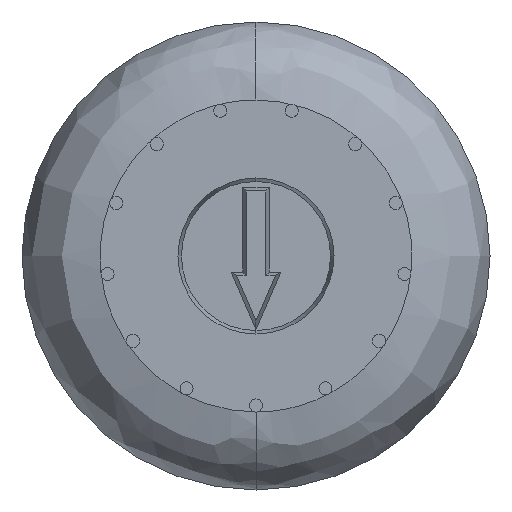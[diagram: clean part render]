
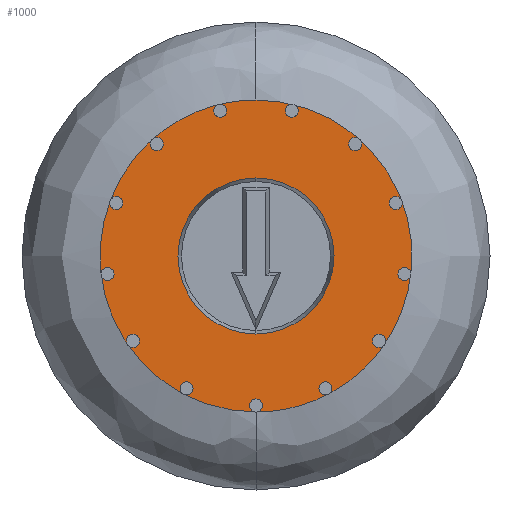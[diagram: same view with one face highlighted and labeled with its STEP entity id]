
A CAD part, front view. The second image highlights one B-rep face of the part: STEP entity #1000.
In plain terms, the highlighted planar face has unit normal (0, -1, 0).
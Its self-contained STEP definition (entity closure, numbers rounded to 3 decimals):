
#247 = VERTEX_POINT('',#248);
#248 = CARTESIAN_POINT('',(0.,-26.25,-6.));
#255 = EDGE_CURVE('',#247,#256,#258,.T.);
#256 = VERTEX_POINT('',#257);
#257 = CARTESIAN_POINT('',(0.,-26.25,6.));
#258 = ( BOUNDED_CURVE() B_SPLINE_CURVE(3,(#259,#260,#261,#262),
.UNSPECIFIED.,.F.,.F.) B_SPLINE_CURVE_WITH_KNOTS((4,4),(0.,1.),
.PIECEWISE_BEZIER_KNOTS.) CURVE() GEOMETRIC_REPRESENTATION_ITEM() 
RATIONAL_B_SPLINE_CURVE((1.,0.333,0.333,1.)) 
REPRESENTATION_ITEM('') );
#259 = CARTESIAN_POINT('',(0.,-26.25,-6.));
#260 = CARTESIAN_POINT('',(-12.,-26.25,-6.));
#261 = CARTESIAN_POINT('',(-12.,-26.25,6.));
#262 = CARTESIAN_POINT('',(0.,-26.25,6.));
#592 = VERTEX_POINT('',#593);
#593 = CARTESIAN_POINT('',(0.,-26.25,-3.));
#599 = EDGE_CURVE('',#592,#600,#602,.T.);
#600 = VERTEX_POINT('',#601);
#601 = CARTESIAN_POINT('',(0.,-26.25,3.));
#602 = CIRCLE('',#603,3.);
#603 = AXIS2_PLACEMENT_3D('',#604,#605,#606);
#604 = CARTESIAN_POINT('',(0.,-26.25,0.));
#605 = DIRECTION('',(-0.,1.,0.));
#606 = DIRECTION('',(0.,0.,-1.));
#968 = EDGE_CURVE('',#600,#592,#969,.T.);
#969 = CIRCLE('',#970,3.);
#970 = AXIS2_PLACEMENT_3D('',#971,#972,#973);
#971 = CARTESIAN_POINT('',(0.,-26.25,0.));
#972 = DIRECTION('',(-0.,1.,0.));
#973 = DIRECTION('',(0.,0.,-1.));
#1000 = ADVANCED_FACE('',(#1001,#1011),#1015,.T.);
#1001 = FACE_BOUND('',#1002,.T.);
#1002 = EDGE_LOOP('',(#1003,#1010));
#1003 = ORIENTED_EDGE('',*,*,#1004,.F.);
#1004 = EDGE_CURVE('',#256,#247,#1005,.T.);
#1005 = ( BOUNDED_CURVE() B_SPLINE_CURVE(3,(#1006,#1007,#1008,#1009),
.UNSPECIFIED.,.F.,.F.) B_SPLINE_CURVE_WITH_KNOTS((4,4),(0.,1.),
.PIECEWISE_BEZIER_KNOTS.) CURVE() GEOMETRIC_REPRESENTATION_ITEM() 
RATIONAL_B_SPLINE_CURVE((1.,0.333,0.333,1.)) 
REPRESENTATION_ITEM('') );
#1006 = CARTESIAN_POINT('',(0.,-26.25,6.));
#1007 = CARTESIAN_POINT('',(12.,-26.25,6.));
#1008 = CARTESIAN_POINT('',(12.,-26.25,-6.));
#1009 = CARTESIAN_POINT('',(0.,-26.25,-6.));
#1010 = ORIENTED_EDGE('',*,*,#255,.F.);
#1011 = FACE_BOUND('',#1012,.T.);
#1012 = EDGE_LOOP('',(#1013,#1014));
#1013 = ORIENTED_EDGE('',*,*,#599,.T.);
#1014 = ORIENTED_EDGE('',*,*,#968,.T.);
#1015 = PLANE('',#1016);
#1016 = AXIS2_PLACEMENT_3D('',#1017,#1018,#1019);
#1017 = CARTESIAN_POINT('',(0.,-26.25,0.));
#1018 = DIRECTION('',(0.,-1.,0.));
#1019 = DIRECTION('',(0.,-0.,-1.));
